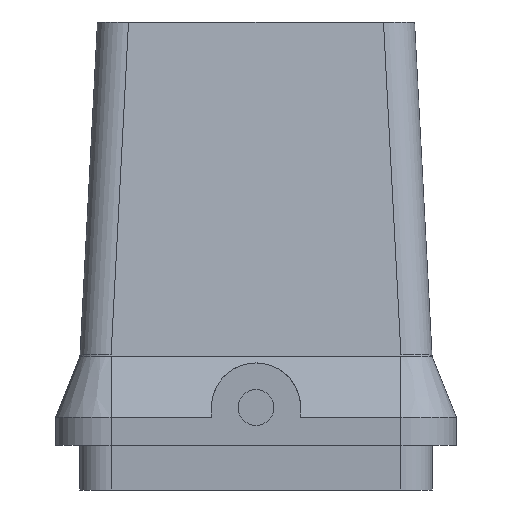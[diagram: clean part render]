
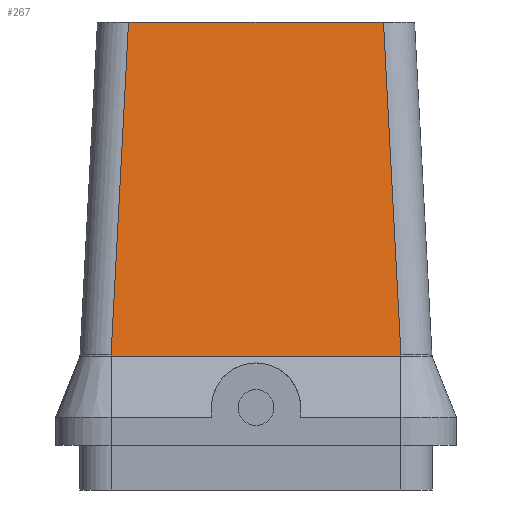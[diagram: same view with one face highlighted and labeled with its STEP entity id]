
A CAD part, left-side view. The second image highlights one B-rep face of the part: STEP entity #267.
In plain terms, the highlighted planar face has unit normal (-0.994, 0, 0.113).
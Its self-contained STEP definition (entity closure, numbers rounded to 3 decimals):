
#267 = ADVANCED_FACE( '', ( #746 ), #747, .F. );
#746 = FACE_OUTER_BOUND( '', #1495, .T. );
#747 = PLANE( '', #1496 );
#1495 = EDGE_LOOP( '', ( #2708, #2709, #2710, #2711, #2712, #2713, #2714, #2715 ) );
#1496 = AXIS2_PLACEMENT_3D( '', #2716, #2717, #2718 );
#2708 = ORIENTED_EDGE( '', *, *, #4816, .F. );
#2709 = ORIENTED_EDGE( '', *, *, #4817, .T. );
#2710 = ORIENTED_EDGE( '', *, *, #4818, .T. );
#2711 = ORIENTED_EDGE( '', *, *, #4819, .T. );
#2712 = ORIENTED_EDGE( '', *, *, #4820, .T. );
#2713 = ORIENTED_EDGE( '', *, *, #4821, .F. );
#2714 = ORIENTED_EDGE( '', *, *, #4822, .F. );
#2715 = ORIENTED_EDGE( '', *, *, #4823, .F. );
#2716 = CARTESIAN_POINT( '', ( -60.5, 124.121, 20. ) );
#2717 = DIRECTION( '', ( 0.994, 0., -0.113 ) );
#2718 = DIRECTION( '', ( -0.113, 0., -0.994 ) );
#4816 = EDGE_CURVE( '', #5652, #5653, #5654, .T. );
#4817 = EDGE_CURVE( '', #5652, #5655, #5656, .F. );
#4818 = EDGE_CURVE( '', #5655, #5657, #5658, .T. );
#4819 = EDGE_CURVE( '', #5657, #5659, #5660, .T. );
#4820 = EDGE_CURVE( '', #5659, #5661, #5662, .T. );
#4821 = EDGE_CURVE( '', #5663, #5661, #5664, .T. );
#4822 = EDGE_CURVE( '', #5665, #5663, #5666, .T. );
#4823 = EDGE_CURVE( '', #5653, #5665, #5667, .F. );
#5652 = VERTEX_POINT( '', #6938 );
#5653 = VERTEX_POINT( '', #6939 );
#5654 = LINE( '', #6940, #6941 );
#5655 = VERTEX_POINT( '', #6942 );
#5656 = LINE( '', #6943, #6944 );
#5657 = VERTEX_POINT( '', #6945 );
#5658 = B_SPLINE_CURVE_WITH_KNOTS( '', 3, ( #6946, #6947, #6948, #6949 ), .UNSPECIFIED., .F., .F., ( 4, 4 ), ( 0., 0. ), .UNSPECIFIED. );
#5659 = VERTEX_POINT( '', #6950 );
#5660 = LINE( '', #6951, #6952 );
#5661 = VERTEX_POINT( '', #6953 );
#5662 = LINE( '', #6954, #6955 );
#5663 = VERTEX_POINT( '', #6956 );
#5664 = LINE( '', #6957, #6958 );
#5665 = VERTEX_POINT( '', #6959 );
#5666 = B_SPLINE_CURVE_WITH_KNOTS( '', 3, ( #6960, #6961, #6962, #6963 ), .UNSPECIFIED., .F., .F., ( 4, 4 ), ( 0., 0. ), .UNSPECIFIED. );
#5667 = LINE( '', #6964, #6965 );
#6938 = CARTESIAN_POINT( '', ( -52., 28.601, 95. ) );
#6939 = CARTESIAN_POINT( '', ( -52., -28.601, 95. ) );
#6940 = CARTESIAN_POINT( '', ( -52., 0., 95. ) );
#6941 = VECTOR( '', #8982, 1000. );
#6942 = CARTESIAN_POINT( '', ( -60.452, 32.51, 20.422 ) );
#6943 = CARTESIAN_POINT( '', ( -60.541, 32.551, 19.64 ) );
#6944 = VECTOR( '', #8983, 1000. );
#6945 = CARTESIAN_POINT( '', ( -60.5, 32.545, 20. ) );
#6946 = CARTESIAN_POINT( '', ( -60.452, 32.51, 20.422 ) );
#6947 = CARTESIAN_POINT( '', ( -60.468, 32.517, 20.281 ) );
#6948 = CARTESIAN_POINT( '', ( -60.484, 32.529, 20.14 ) );
#6949 = CARTESIAN_POINT( '', ( -60.5, 32.545, 20. ) );
#6950 = CARTESIAN_POINT( '', ( -60.5, 32.5, 20. ) );
#6951 = CARTESIAN_POINT( '', ( -60.5, 124.121, 20. ) );
#6952 = VECTOR( '', #8984, 1000. );
#6953 = CARTESIAN_POINT( '', ( -60.5, -32.5, 20. ) );
#6954 = CARTESIAN_POINT( '', ( -60.5, 124.121, 20. ) );
#6955 = VECTOR( '', #8985, 1000. );
#6956 = CARTESIAN_POINT( '', ( -60.5, -32.545, 20. ) );
#6957 = CARTESIAN_POINT( '', ( -60.5, -124.121, 20. ) );
#6958 = VECTOR( '', #8986, 1000. );
#6959 = CARTESIAN_POINT( '', ( -60.452, -32.51, 20.422 ) );
#6960 = CARTESIAN_POINT( '', ( -60.452, -32.51, 20.422 ) );
#6961 = CARTESIAN_POINT( '', ( -60.468, -32.517, 20.281 ) );
#6962 = CARTESIAN_POINT( '', ( -60.484, -32.529, 20.14 ) );
#6963 = CARTESIAN_POINT( '', ( -60.5, -32.545, 20. ) );
#6964 = CARTESIAN_POINT( '', ( -60.541, -32.551, 19.64 ) );
#6965 = VECTOR( '', #8987, 1000. );
#8982 = DIRECTION( '', ( 0., -1., 0. ) );
#8983 = DIRECTION( '', ( 0.112, -0.052, 0.992 ) );
#8984 = DIRECTION( '', ( 0., -1., 0. ) );
#8985 = DIRECTION( '', ( 0., -1., 0. ) );
#8986 = DIRECTION( '', ( 0., 1., 0. ) );
#8987 = DIRECTION( '', ( 0.112, 0.052, 0.992 ) );
